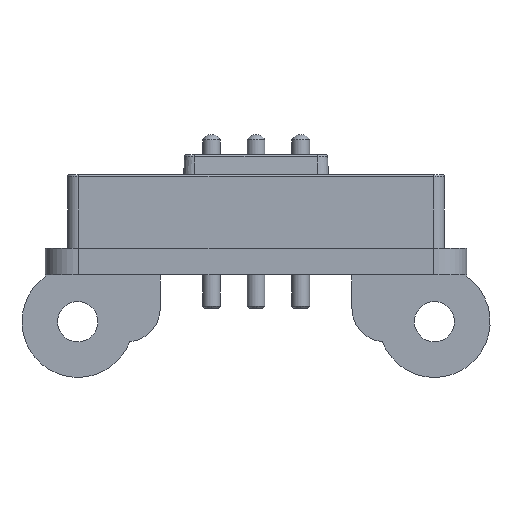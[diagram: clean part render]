
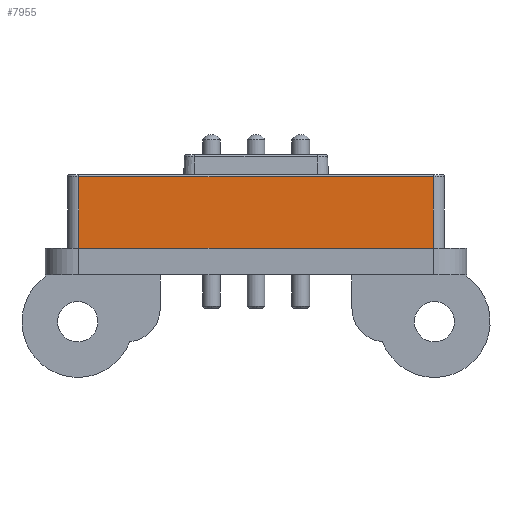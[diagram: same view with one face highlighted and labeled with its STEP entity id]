
A CAD part, front view. The second image highlights one B-rep face of the part: STEP entity #7955.
In plain terms, the highlighted planar face has unit normal (0, -1, 0).
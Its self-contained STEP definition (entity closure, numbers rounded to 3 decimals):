
#983 = VECTOR ( 'NONE', #4501, 1000. ) ;
#1268 = VECTOR ( 'NONE', #5963, 1000. ) ;
#1343 = CARTESIAN_POINT ( 'NONE',  ( 7.95, -2., -0.1 ) ) ;
#2390 = LINE ( 'NONE', #6627, #983 ) ;
#2477 = CARTESIAN_POINT ( 'NONE',  ( 0., -2., -1.7 ) ) ;
#2505 = LINE ( 'NONE', #7417, #1268 ) ;
#2562 = ORIENTED_EDGE ( 'NONE', *, *, #6398, .T. ) ;
#3082 = EDGE_CURVE ( 'NONE', #4379, #6782, #3477, .T. ) ;
#3435 = DIRECTION ( 'NONE',  ( 0., 0., -1. ) ) ;
#3477 = LINE ( 'NONE', #8356, #8586 ) ;
#3837 = EDGE_LOOP ( 'NONE', ( #5268, #4935, #4787, #2562 ) ) ;
#4379 = VERTEX_POINT ( 'NONE', #7820 ) ;
#4501 = DIRECTION ( 'NONE',  ( -1., 0., 0. ) ) ;
#4787 = ORIENTED_EDGE ( 'NONE', *, *, #4899, .T. ) ;
#4899 = EDGE_CURVE ( 'NONE', #6816, #8904, #2505, .T. ) ;
#4930 = DIRECTION ( 'NONE',  ( 1., 0., 0. ) ) ;
#4935 = ORIENTED_EDGE ( 'NONE', *, *, #7695, .T. ) ;
#5035 = VECTOR ( 'NONE', #4930, 1000. ) ;
#5268 = ORIENTED_EDGE ( 'NONE', *, *, #3082, .T. ) ;
#5303 = DIRECTION ( 'NONE',  ( 0., 1., 0. ) ) ;
#5963 = DIRECTION ( 'NONE',  ( 0., 0., 1. ) ) ;
#6226 = CARTESIAN_POINT ( 'NONE',  ( -7.95, -2., -3.3 ) ) ;
#6398 = EDGE_CURVE ( 'NONE', #8904, #4379, #2390, .T. ) ;
#6627 = CARTESIAN_POINT ( 'NONE',  ( 7.95, -2., -0.1 ) ) ;
#6648 = AXIS2_PLACEMENT_3D ( 'NONE', #2477, #5303, #6766 ) ;
#6766 = DIRECTION ( 'NONE',  ( 1., 0., 0. ) ) ;
#6782 = VERTEX_POINT ( 'NONE', #8256 ) ;
#6816 = VERTEX_POINT ( 'NONE', #7102 ) ;
#7102 = CARTESIAN_POINT ( 'NONE',  ( 7.95, -2., -3.3 ) ) ;
#7417 = CARTESIAN_POINT ( 'NONE',  ( 7.95, -2., -3.3 ) ) ;
#7534 = PLANE ( 'NONE',  #6648 ) ;
#7695 = EDGE_CURVE ( 'NONE', #6782, #6816, #8519, .T. ) ;
#7820 = CARTESIAN_POINT ( 'NONE',  ( -7.95, -2., -0.1 ) ) ;
#7955 = ADVANCED_FACE ( 'NONE', ( #8039 ), #7534, .F. ) ;
#8039 = FACE_OUTER_BOUND ( 'NONE', #3837, .T. ) ;
#8256 = CARTESIAN_POINT ( 'NONE',  ( -7.95, -2., -3.3 ) ) ;
#8356 = CARTESIAN_POINT ( 'NONE',  ( -7.95, -2., -0.1 ) ) ;
#8519 = LINE ( 'NONE', #6226, #5035 ) ;
#8586 = VECTOR ( 'NONE', #3435, 1000. ) ;
#8904 = VERTEX_POINT ( 'NONE', #1343 ) ;
